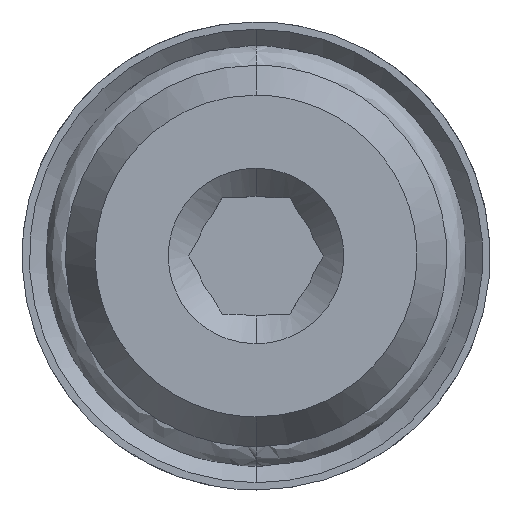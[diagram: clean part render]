
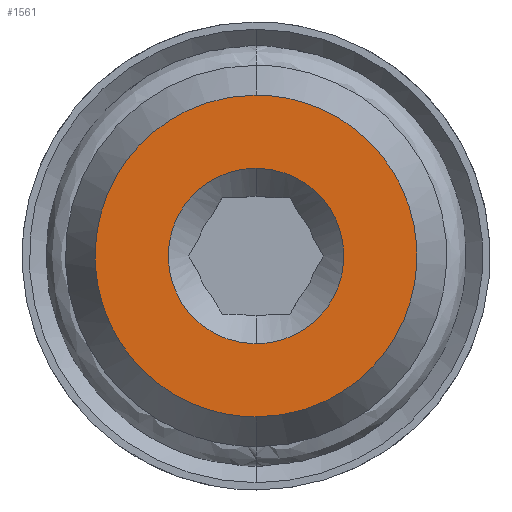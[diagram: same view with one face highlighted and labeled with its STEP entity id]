
A CAD part, front view. The second image highlights one B-rep face of the part: STEP entity #1561.
In plain terms, the highlighted free-form (B-spline) face has degree [1, 1] with [2, 2] control points.
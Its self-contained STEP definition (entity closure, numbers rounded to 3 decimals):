
#31 = CARTESIAN_POINT ( 'NONE',  ( -2.772, 0., -4.805 ) ) ;
#61 = CARTESIAN_POINT ( 'NONE',  ( 4.805, 0., 2.772 ) ) ;
#89 = CARTESIAN_POINT ( 'NONE',  ( 4.4, 0., 3.378 ) ) ;
#127 = CARTESIAN_POINT ( 'NONE',  ( 0., 0., -3. ) ) ;
#171 = CARTESIAN_POINT ( 'NONE',  ( 3., 0., 0.394 ) ) ;
#198 = CARTESIAN_POINT ( 'NONE',  ( -3., 0., 0.394 ) ) ;
#238 = CARTESIAN_POINT ( 'NONE',  ( -2.621, 0., 1.512 ) ) ;
#315 = FACE_BOUND ( 'NONE', #3287, .T. ) ;
#351 = CARTESIAN_POINT ( 'NONE',  ( -5.358, 0., -1.437 ) ) ;
#382 = CARTESIAN_POINT ( 'NONE',  ( 1.437, 0., 5.358 ) ) ;
#395 = CARTESIAN_POINT ( 'NONE',  ( 4.4, 0., -3.378 ) ) ;
#501 = CARTESIAN_POINT ( 'NONE',  ( 0.394, 0., 3. ) ) ;
#580 = ORIENTED_EDGE ( 'NONE', *, *, #683, .T. ) ;
#627 = CARTESIAN_POINT ( 'NONE',  ( -0.722, 0., -5.5 ) ) ;
#656 = CARTESIAN_POINT ( 'NONE',  ( -4.805, 0., -2.772 ) ) ;
#668 = CARTESIAN_POINT ( 'NONE',  ( 0., 0., 5.5 ) ) ;
#671 = CARTESIAN_POINT ( 'NONE',  ( 5.358, 0., -1.437 ) ) ;
#683 = EDGE_CURVE ( 'NONE', #2518, #2322, #945, .T. ) ;
#698 = VERTEX_POINT ( 'NONE', #127 ) ;
#769 = EDGE_CURVE ( 'NONE', #3810, #698, #1548, .T. ) ;
#777 = CARTESIAN_POINT ( 'NONE',  ( 0.784, 0., -2.922 ) ) ;
#945 = B_SPLINE_CURVE_WITH_KNOTS ( 'NONE', 3,
 ( #2193, #3154, #2501, #1267, #3433, #1304, #1899, #3422, #994, #1606, #351, #656, #3112, #2178, #31, #3126, #627, #2807 ),
 .UNSPECIFIED., .F., .F.,
 ( 4, 2, 2, 2, 2, 2, 2, 2, 4 ),
 ( 0., 0.393, 0.785, 1.178, 1.571, 1.963, 2.356, 2.749, 3.142 ),
 .UNSPECIFIED. ) ;
#994 = CARTESIAN_POINT ( 'NONE',  ( -5.5, 0., 0.722 ) ) ;
#1020 = CARTESIAN_POINT ( 'NONE',  ( 2.772, 0., 4.805 ) ) ;
#1021 = CARTESIAN_POINT ( 'NONE',  ( 5.566, 0., -5.566 ) ) ;
#1113 = CARTESIAN_POINT ( 'NONE',  ( 1.512, 0., 2.621 ) ) ;
#1267 = CARTESIAN_POINT ( 'NONE',  ( -2.772, 0., 4.805 ) ) ;
#1292 = CARTESIAN_POINT ( 'NONE',  ( 2.772, 0., -4.805 ) ) ;
#1304 = CARTESIAN_POINT ( 'NONE',  ( -4.4, 0., 3.378 ) ) ;
#1319 = CARTESIAN_POINT ( 'NONE',  ( 5.358, 0., 1.437 ) ) ;
#1397 = CARTESIAN_POINT ( 'NONE',  ( 1.843, 0., -2.4 ) ) ;
#1412 = CARTESIAN_POINT ( 'NONE',  ( -0.394, 0., 3. ) ) ;
#1438 = CARTESIAN_POINT ( 'NONE',  ( 0.394, 0., -3. ) ) ;
#1473 = CARTESIAN_POINT ( 'NONE',  ( -0.784, 0., 2.922 ) ) ;
#1548 = B_SPLINE_CURVE_WITH_KNOTS ( 'NONE', 3,
 ( #2620, #501, #3594, #1113, #3290, #3536, #2962, #3838, #171, #2664, #2648, #2034, #2915, #1397, #3246, #777, #1438, #2327 ),
 .UNSPECIFIED., .F., .F.,
 ( 4, 2, 2, 2, 2, 2, 2, 2, 4 ),
 ( 0., 0.393, 0.785, 1.178, 1.571, 1.963, 2.356, 2.749, 3.142 ),
 .UNSPECIFIED. ) ;
#1561 = ADVANCED_FACE ( 'NONE', ( #315, #3401 ), #3951, .T. ) ;
#1606 = CARTESIAN_POINT ( 'NONE',  ( -5.5, 0., -0.722 ) ) ;
#1609 = CARTESIAN_POINT ( 'NONE',  ( 3.378, 0., 4.4 ) ) ;
#1736 = CARTESIAN_POINT ( 'NONE',  ( -2.922, 0., 0.784 ) ) ;
#1819 = EDGE_LOOP ( 'NONE', ( #580, #3250 ) ) ;
#1837 = B_SPLINE_CURVE_WITH_KNOTS ( 'NONE', 3,
 ( #3936, #3880, #2068, #2979, #3582, #2937, #3262, #2038, #2652, #198, #1736, #238, #3612, #2952, #3318, #1473, #1412, #3923 ),
 .UNSPECIFIED., .F., .F.,
 ( 4, 2, 2, 2, 2, 2, 2, 2, 4 ),
 ( 0., 0.393, 0.785, 1.178, 1.571, 1.963, 2.356, 2.749, 3.142 ),
 .UNSPECIFIED. ) ;
#1899 = CARTESIAN_POINT ( 'NONE',  ( -4.805, 0., 2.772 ) ) ;
#1949 = CARTESIAN_POINT ( 'NONE',  ( 0.722, 0., -5.5 ) ) ;
#1962 = CARTESIAN_POINT ( 'NONE',  ( 5.566, 0., 5.566 ) ) ;
#2034 = CARTESIAN_POINT ( 'NONE',  ( 2.621, 0., -1.512 ) ) ;
#2038 = CARTESIAN_POINT ( 'NONE',  ( -2.922, 0., -0.784 ) ) ;
#2068 = CARTESIAN_POINT ( 'NONE',  ( -0.784, 0., -2.922 ) ) ;
#2100 = B_SPLINE_CURVE_WITH_KNOTS ( 'NONE', 3,
 ( #3156, #1949, #3464, #1292, #2859, #395, #2568, #671, #3788, #2822, #1319, #61, #89, #1609, #1020, #382, #2529, #2249 ),
 .UNSPECIFIED., .F., .F.,
 ( 4, 2, 2, 2, 2, 2, 2, 2, 4 ),
 ( 0., 0.393, 0.785, 1.178, 1.571, 1.963, 2.356, 2.749, 3.142 ),
 .UNSPECIFIED. ) ;
#2178 = CARTESIAN_POINT ( 'NONE',  ( -3.378, 0., -4.4 ) ) ;
#2193 = CARTESIAN_POINT ( 'NONE',  ( 0., 0., 5.5 ) ) ;
#2213 = EDGE_CURVE ( 'NONE', #2322, #2518, #2100, .T. ) ;
#2249 = CARTESIAN_POINT ( 'NONE',  ( 0., 0., 5.5 ) ) ;
#2304 = CARTESIAN_POINT ( 'NONE',  ( -5.566, 0., -5.566 ) ) ;
#2322 = VERTEX_POINT ( 'NONE', #3553 ) ;
#2327 = CARTESIAN_POINT ( 'NONE',  ( 0., 0., -3. ) ) ;
#2338 = EDGE_CURVE ( 'NONE', #698, #3810, #1837, .T. ) ;
#2501 = CARTESIAN_POINT ( 'NONE',  ( -1.437, 0., 5.358 ) ) ;
#2518 = VERTEX_POINT ( 'NONE', #668 ) ;
#2529 = CARTESIAN_POINT ( 'NONE',  ( 0.722, 0., 5.5 ) ) ;
#2568 = CARTESIAN_POINT ( 'NONE',  ( 4.805, 0., -2.772 ) ) ;
#2597 = CARTESIAN_POINT ( 'NONE',  ( -5.566, 0., 5.566 ) ) ;
#2620 = CARTESIAN_POINT ( 'NONE',  ( 0., 0., 3. ) ) ;
#2648 = CARTESIAN_POINT ( 'NONE',  ( 2.922, 0., -0.784 ) ) ;
#2652 = CARTESIAN_POINT ( 'NONE',  ( -3., 0., -0.394 ) ) ;
#2664 = CARTESIAN_POINT ( 'NONE',  ( 3., 0., -0.394 ) ) ;
#2807 = CARTESIAN_POINT ( 'NONE',  ( 0., 0., -5.5 ) ) ;
#2812 = ORIENTED_EDGE ( 'NONE', *, *, #769, .T. ) ;
#2822 = CARTESIAN_POINT ( 'NONE',  ( 5.5, 0., 0.722 ) ) ;
#2842 = CARTESIAN_POINT ( 'NONE',  ( 0., 0., 3. ) ) ;
#2859 = CARTESIAN_POINT ( 'NONE',  ( 3.378, 0., -4.4 ) ) ;
#2915 = CARTESIAN_POINT ( 'NONE',  ( 2.4, 0., -1.843 ) ) ;
#2937 = CARTESIAN_POINT ( 'NONE',  ( -2.4, 0., -1.843 ) ) ;
#2952 = CARTESIAN_POINT ( 'NONE',  ( -1.843, 0., 2.4 ) ) ;
#2962 = CARTESIAN_POINT ( 'NONE',  ( 2.621, 0., 1.512 ) ) ;
#2979 = CARTESIAN_POINT ( 'NONE',  ( -1.512, 0., -2.621 ) ) ;
#3112 = CARTESIAN_POINT ( 'NONE',  ( -4.4, 0., -3.378 ) ) ;
#3126 = CARTESIAN_POINT ( 'NONE',  ( -1.437, 0., -5.358 ) ) ;
#3153 = ORIENTED_EDGE ( 'NONE', *, *, #2338, .T. ) ;
#3154 = CARTESIAN_POINT ( 'NONE',  ( -0.722, 0., 5.5 ) ) ;
#3156 = CARTESIAN_POINT ( 'NONE',  ( 0., 0., -5.5 ) ) ;
#3246 = CARTESIAN_POINT ( 'NONE',  ( 1.512, 0., -2.621 ) ) ;
#3250 = ORIENTED_EDGE ( 'NONE', *, *, #2213, .T. ) ;
#3262 = CARTESIAN_POINT ( 'NONE',  ( -2.621, 0., -1.512 ) ) ;
#3287 = EDGE_LOOP ( 'NONE', ( #2812, #3153 ) ) ;
#3290 = CARTESIAN_POINT ( 'NONE',  ( 1.843, 0., 2.4 ) ) ;
#3318 = CARTESIAN_POINT ( 'NONE',  ( -1.512, 0., 2.621 ) ) ;
#3401 = FACE_OUTER_BOUND ( 'NONE', #1819, .T. ) ;
#3422 = CARTESIAN_POINT ( 'NONE',  ( -5.358, 0., 1.437 ) ) ;
#3433 = CARTESIAN_POINT ( 'NONE',  ( -3.378, 0., 4.4 ) ) ;
#3464 = CARTESIAN_POINT ( 'NONE',  ( 1.437, 0., -5.358 ) ) ;
#3536 = CARTESIAN_POINT ( 'NONE',  ( 2.4, 0., 1.843 ) ) ;
#3553 = CARTESIAN_POINT ( 'NONE',  ( 0., 0., -5.5 ) ) ;
#3582 = CARTESIAN_POINT ( 'NONE',  ( -1.843, 0., -2.4 ) ) ;
#3594 = CARTESIAN_POINT ( 'NONE',  ( 0.784, 0., 2.922 ) ) ;
#3612 = CARTESIAN_POINT ( 'NONE',  ( -2.4, 0., 1.843 ) ) ;
#3788 = CARTESIAN_POINT ( 'NONE',  ( 5.5, 0., -0.722 ) ) ;
#3810 = VERTEX_POINT ( 'NONE', #2842 ) ;
#3838 = CARTESIAN_POINT ( 'NONE',  ( 2.922, 0., 0.784 ) ) ;
#3880 = CARTESIAN_POINT ( 'NONE',  ( -0.394, 0., -3. ) ) ;
#3923 = CARTESIAN_POINT ( 'NONE',  ( 0., 0., 3. ) ) ;
#3936 = CARTESIAN_POINT ( 'NONE',  ( 0., 0., -3. ) ) ;
#3951 = B_SPLINE_SURFACE_WITH_KNOTS ( 'NONE', 1, 1, ( 
 ( #2597, #1962 ),
 ( #2304, #1021 ) ),
 .UNSPECIFIED., .F., .F., .F.,
 ( 2, 2 ),
 ( 2, 2 ),
 ( 0., 1. ),
 ( 0., 1. ),
 .UNSPECIFIED. ) ;
